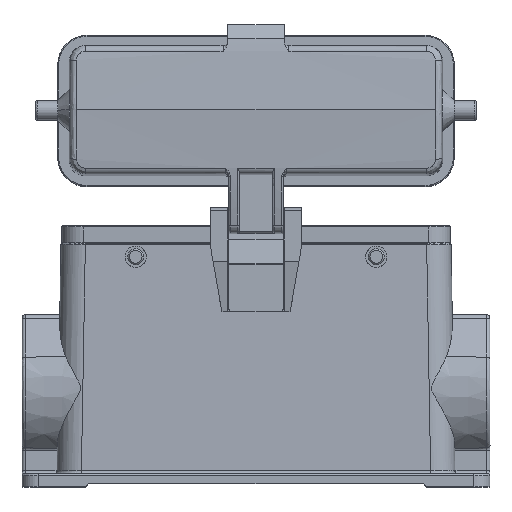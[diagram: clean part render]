
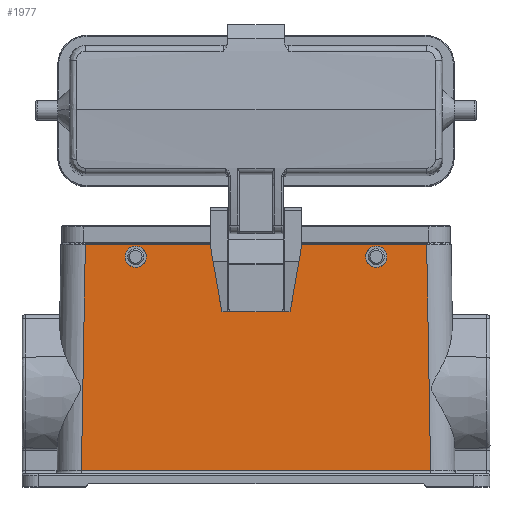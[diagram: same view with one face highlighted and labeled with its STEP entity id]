
A CAD part, top view. The second image highlights one B-rep face of the part: STEP entity #1977.
In plain terms, the highlighted planar face has unit normal (0, 0.018, 1).
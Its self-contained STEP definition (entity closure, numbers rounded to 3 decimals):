
#40 = EDGE_LOOP ( 'NONE', ( #2680, #2679 ) ) ;
#42 = EDGE_LOOP ( 'NONE', ( #2674, #2676, #2675, #2677 ) ) ;
#43 = EDGE_LOOP ( 'NONE', ( #2672, #2673 ) ) ;
#708 = VERTEX_POINT ( 'NONE', #5202 ) ;
#733 = VERTEX_POINT ( 'NONE', #5227 ) ;
#1977 = ADVANCED_FACE ( 'NONE', ( #21694, #21699, #21704 ), #9049, .T. ) ;
#2381 = EDGE_CURVE ( 'NONE', #708, #733, #21271, .T. ) ;
#2672 = ORIENTED_EDGE ( 'NONE', *, *, #2381, .T. ) ;
#2673 = ORIENTED_EDGE ( 'NONE', *, *, #2784, .T. ) ;
#2674 = ORIENTED_EDGE ( 'NONE', *, *, #2785, .T. ) ;
#2675 = ORIENTED_EDGE ( 'NONE', *, *, #2786, .T. ) ;
#2676 = ORIENTED_EDGE ( 'NONE', *, *, #2783, .T. ) ;
#2677 = ORIENTED_EDGE ( 'NONE', *, *, #2787, .T. ) ;
#2679 = ORIENTED_EDGE ( 'NONE', *, *, #2768, .F. ) ;
#2680 = ORIENTED_EDGE ( 'NONE', *, *, #2771, .F. ) ;
#2768 = EDGE_CURVE ( 'NONE', #22587, #22608, #23460, .T. ) ;
#2771 = EDGE_CURVE ( 'NONE', #22608, #22587, #23459, .T. ) ;
#2783 = EDGE_CURVE ( 'NONE', #22598, #22613, #10750, .T. ) ;
#2784 = EDGE_CURVE ( 'NONE', #733, #708, #23473, .T. ) ;
#2785 = EDGE_CURVE ( 'NONE', #22568, #22598, #10758, .T. ) ;
#2786 = EDGE_CURVE ( 'NONE', #22613, #22614, #10761, .T. ) ;
#2787 = EDGE_CURVE ( 'NONE', #22614, #22568, #10764, .T. ) ;
#5202 = CARTESIAN_POINT ( 'NONE',  ( -40.25, 46.805, 21.573 ) ) ;
#5227 = CARTESIAN_POINT ( 'NONE',  ( -33.75, 46.805, 21.573 ) ) ;
#9049 = PLANE ( 'NONE',  #21706 ) ;
#9050 = CARTESIAN_POINT ( 'NONE',  ( -63.061, 51.005, 21.5 ) ) ;
#9051 = DIRECTION ( 'NONE',  ( 0., 0.017, 1. ) ) ;
#9052 = DIRECTION ( 'NONE',  ( 0., -1., 0.017 ) ) ;
#9934 = CARTESIAN_POINT ( 'NONE',  ( -40.25, 46.805, 21.573 ) ) ;
#9935 = CARTESIAN_POINT ( 'NONE',  ( -40.25, 53.305, 21.46 ) ) ;
#9936 = CARTESIAN_POINT ( 'NONE',  ( -33.75, 53.305, 21.46 ) ) ;
#9937 = CARTESIAN_POINT ( 'NONE',  ( -33.75, 46.805, 21.573 ) ) ;
#10703 = CARTESIAN_POINT ( 'NONE',  ( 40.25, 46.805, 21.573 ) ) ;
#10704 = CARTESIAN_POINT ( 'NONE',  ( 40.25, 53.305, 21.46 ) ) ;
#10705 = CARTESIAN_POINT ( 'NONE',  ( 33.75, 53.305, 21.46 ) ) ;
#10706 = CARTESIAN_POINT ( 'NONE',  ( 33.75, 46.805, 21.573 ) ) ;
#10713 = CARTESIAN_POINT ( 'NONE',  ( 33.75, 46.805, 21.573 ) ) ;
#10714 = CARTESIAN_POINT ( 'NONE',  ( 33.75, 40.305, 21.687 ) ) ;
#10715 = CARTESIAN_POINT ( 'NONE',  ( 40.25, 40.305, 21.687 ) ) ;
#10716 = CARTESIAN_POINT ( 'NONE',  ( 40.25, 46.805, 21.573 ) ) ;
#10750 = LINE ( 'NONE', #10751, #23118 ) ;
#10751 = CARTESIAN_POINT ( 'NONE',  ( -63.061, 50.513, 21.509 ) ) ;
#10752 = DIRECTION ( 'NONE',  ( -1., 0., 0. ) ) ;
#10753 = CARTESIAN_POINT ( 'NONE',  ( -33.75, 46.805, 21.573 ) ) ;
#10754 = CARTESIAN_POINT ( 'NONE',  ( -33.75, 40.305, 21.687 ) ) ;
#10755 = CARTESIAN_POINT ( 'NONE',  ( -40.25, 40.305, 21.687 ) ) ;
#10756 = CARTESIAN_POINT ( 'NONE',  ( -40.25, 46.805, 21.573 ) ) ;
#10758 = LINE ( 'NONE', #10759, #23080 ) ;
#10759 = CARTESIAN_POINT ( 'NONE',  ( 53.723, -19.013, 22.722 ) ) ;
#10760 = DIRECTION ( 'NONE',  ( -0.017, 1., -0.017 ) ) ;
#10761 = LINE ( 'NONE', #10762, #23151 ) ;
#10762 = CARTESIAN_POINT ( 'NONE',  ( -52.51, 50.513, 21.509 ) ) ;
#10763 = DIRECTION ( 'NONE',  ( -0.017, -1., 0.017 ) ) ;
#10764 = LINE ( 'NONE', #10765, #23070 ) ;
#10765 = CARTESIAN_POINT ( 'NONE',  ( -63.061, -19.013, 22.722 ) ) ;
#10766 = DIRECTION ( 'NONE',  ( 1., 0., 0. ) ) ;
#19725 = CARTESIAN_POINT ( 'NONE',  ( 53.723, -19.013, 22.722 ) ) ;
#19743 = CARTESIAN_POINT ( 'NONE',  ( 40.25, 46.805, 21.573 ) ) ;
#19754 = CARTESIAN_POINT ( 'NONE',  ( 52.51, 50.513, 21.509 ) ) ;
#19764 = CARTESIAN_POINT ( 'NONE',  ( 33.75, 46.805, 21.573 ) ) ;
#19769 = CARTESIAN_POINT ( 'NONE',  ( -52.51, 50.513, 21.509 ) ) ;
#19770 = CARTESIAN_POINT ( 'NONE',  ( -53.723, -19.013, 22.722 ) ) ;
#21271 =( BOUNDED_CURVE ( )  B_SPLINE_CURVE ( 3, ( #9934, #9935, #9936, #9937 ),
 .UNSPECIFIED., .F., .F. ) 
 B_SPLINE_CURVE_WITH_KNOTS ( ( 4, 4 ),
 ( 4.712, 7.854 ),
 .UNSPECIFIED. ) 
 CURVE ( )  GEOMETRIC_REPRESENTATION_ITEM ( )  RATIONAL_B_SPLINE_CURVE ( ( 1., 0.333, 0.333, 1. ) ) 
 REPRESENTATION_ITEM ( '' )  );
#21694 = FACE_BOUND ( 'NONE', #43, .T. ) ;
#21699 = FACE_OUTER_BOUND ( 'NONE', #42, .T. ) ;
#21704 = FACE_BOUND ( 'NONE', #40, .T. ) ;
#21706 = AXIS2_PLACEMENT_3D ( 'NONE', #9050, #9051, #9052 ) ;
#22568 = VERTEX_POINT ( 'NONE', #19725 ) ;
#22587 = VERTEX_POINT ( 'NONE', #19743 ) ;
#22598 = VERTEX_POINT ( 'NONE', #19754 ) ;
#22608 = VERTEX_POINT ( 'NONE', #19764 ) ;
#22613 = VERTEX_POINT ( 'NONE', #19769 ) ;
#22614 = VERTEX_POINT ( 'NONE', #19770 ) ;
#23070 = VECTOR ( 'NONE', #10766, 1000. ) ;
#23080 = VECTOR ( 'NONE', #10760, 1000. ) ;
#23118 = VECTOR ( 'NONE', #10752, 1000. ) ;
#23151 = VECTOR ( 'NONE', #10763, 1000. ) ;
#23459 =( BOUNDED_CURVE ( )  B_SPLINE_CURVE ( 3, ( #10713, #10714, #10715, #10716 ),
 .UNSPECIFIED., .F., .F. ) 
 B_SPLINE_CURVE_WITH_KNOTS ( ( 4, 4 ),
 ( 1.571, 4.712 ),
 .UNSPECIFIED. ) 
 CURVE ( )  GEOMETRIC_REPRESENTATION_ITEM ( )  RATIONAL_B_SPLINE_CURVE ( ( 1., 0.333, 0.333, 1. ) ) 
 REPRESENTATION_ITEM ( '' )  );
#23460 =( BOUNDED_CURVE ( )  B_SPLINE_CURVE ( 3, ( #10703, #10704, #10705, #10706 ),
 .UNSPECIFIED., .F., .F. ) 
 B_SPLINE_CURVE_WITH_KNOTS ( ( 4, 4 ),
 ( 4.712, 7.854 ),
 .UNSPECIFIED. ) 
 CURVE ( )  GEOMETRIC_REPRESENTATION_ITEM ( )  RATIONAL_B_SPLINE_CURVE ( ( 1., 0.333, 0.333, 1. ) ) 
 REPRESENTATION_ITEM ( '' )  );
#23473 =( BOUNDED_CURVE ( )  B_SPLINE_CURVE ( 3, ( #10753, #10754, #10755, #10756 ),
 .UNSPECIFIED., .F., .F. ) 
 B_SPLINE_CURVE_WITH_KNOTS ( ( 4, 4 ),
 ( 1.571, 4.712 ),
 .UNSPECIFIED. ) 
 CURVE ( )  GEOMETRIC_REPRESENTATION_ITEM ( )  RATIONAL_B_SPLINE_CURVE ( ( 1., 0.333, 0.333, 1. ) ) 
 REPRESENTATION_ITEM ( '' )  );
